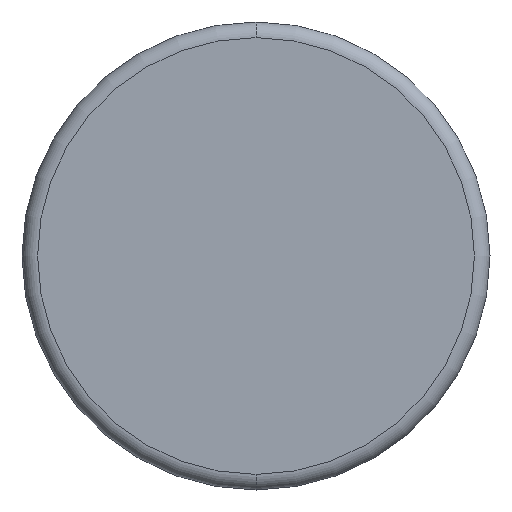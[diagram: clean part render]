
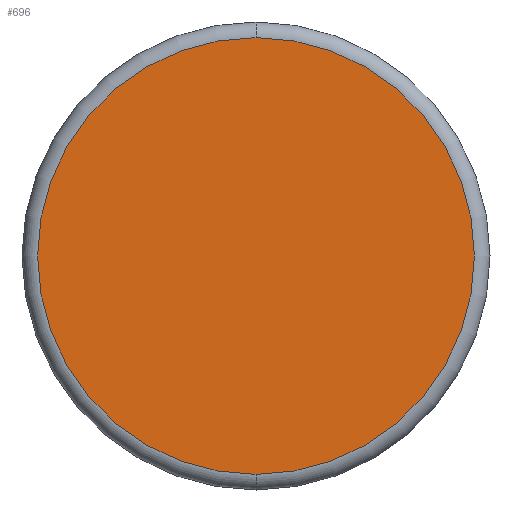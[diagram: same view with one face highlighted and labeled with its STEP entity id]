
A CAD part, front view. The second image highlights one B-rep face of the part: STEP entity #696.
In plain terms, the highlighted planar face has unit normal (0, -1, 0).
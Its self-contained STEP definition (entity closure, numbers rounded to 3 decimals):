
#65 = VERTEX_POINT ( 'NONE', #858 ) ;
#95 = ORIENTED_EDGE ( 'NONE', *, *, #624, .T. ) ;
#206 = EDGE_LOOP ( 'NONE', ( #733, #95 ) ) ;
#321 = DIRECTION ( 'NONE',  ( 0., 1., 0. ) ) ;
#386 = CARTESIAN_POINT ( 'NONE',  ( 0., -3., 0. ) ) ;
#405 = PLANE ( 'NONE',  #982 ) ;
#479 = DIRECTION ( 'NONE',  ( 0., -1., 0. ) ) ;
#484 = CARTESIAN_POINT ( 'NONE',  ( 0., -3., -5.597 ) ) ;
#618 = DIRECTION ( 'NONE',  ( 0., -1., 0. ) ) ;
#624 = EDGE_CURVE ( 'NONE', #952, #65, #930, .T. ) ;
#680 = AXIS2_PLACEMENT_3D ( 'NONE', #386, #618, #800 ) ;
#696 = ADVANCED_FACE ( 'NONE', ( #735 ), #405, .F. ) ;
#732 = DIRECTION ( 'NONE',  ( 0., 0., 1. ) ) ;
#733 = ORIENTED_EDGE ( 'NONE', *, *, #955, .T. ) ;
#735 = FACE_OUTER_BOUND ( 'NONE', #206, .T. ) ;
#752 = CARTESIAN_POINT ( 'NONE',  ( 0., -3., 0. ) ) ;
#800 = DIRECTION ( 'NONE',  ( 0., 0., 1. ) ) ;
#858 = CARTESIAN_POINT ( 'NONE',  ( 0., -3., 5.597 ) ) ;
#865 = CARTESIAN_POINT ( 'NONE',  ( 0., -3., 0. ) ) ;
#871 = DIRECTION ( 'NONE',  ( 0., 0., 1. ) ) ;
#930 = CIRCLE ( 'NONE', #1012, 5.597 ) ;
#952 = VERTEX_POINT ( 'NONE', #484 ) ;
#955 = EDGE_CURVE ( 'NONE', #65, #952, #998, .T. ) ;
#982 = AXIS2_PLACEMENT_3D ( 'NONE', #752, #321, #732 ) ;
#998 = CIRCLE ( 'NONE', #680, 5.597 ) ;
#1012 = AXIS2_PLACEMENT_3D ( 'NONE', #865, #479, #871 ) ;
